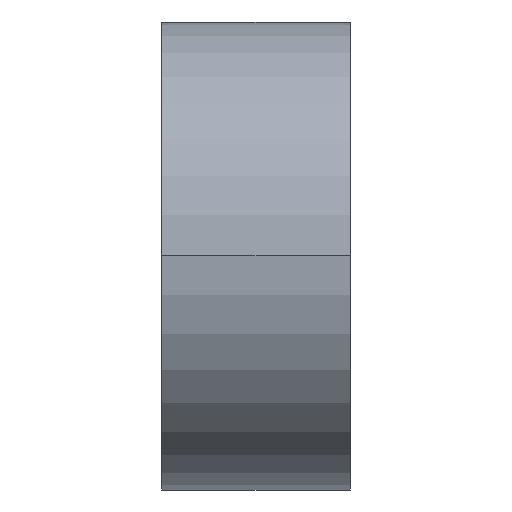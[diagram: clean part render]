
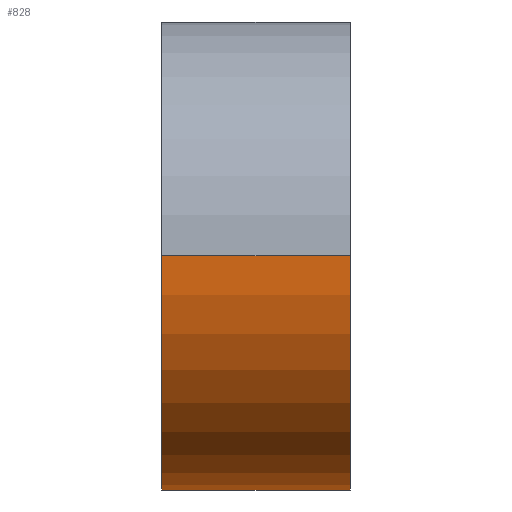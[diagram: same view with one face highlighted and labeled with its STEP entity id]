
A CAD part, top view. The second image highlights one B-rep face of the part: STEP entity #828.
In plain terms, the highlighted cylindrical face has radius 12.255 mm (diameter 24.509 mm), a partial arc.
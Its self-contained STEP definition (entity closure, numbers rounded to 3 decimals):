
#3 = AXIS2_PLACEMENT_3D ( 'NONE', #6, #831, #628 ) ;
#6 = CARTESIAN_POINT ( 'NONE',  ( 9.85, 0., 0. ) ) ;
#21 = CARTESIAN_POINT ( 'NONE',  ( 0., 0., 0. ) ) ;
#31 = LINE ( 'NONE', #99, #627 ) ;
#55 = EDGE_CURVE ( 'NONE', #470, #606, #31, .T. ) ;
#67 = DIRECTION ( 'NONE',  ( 0., 0., -1. ) ) ;
#69 = DIRECTION ( 'NONE',  ( 0., 0., -1. ) ) ;
#72 = DIRECTION ( 'NONE',  ( 1., 0., 0. ) ) ;
#99 = CARTESIAN_POINT ( 'NONE',  ( 9.85, 0., 12.255 ) ) ;
#111 = AXIS2_PLACEMENT_3D ( 'NONE', #21, #384, #67 ) ;
#128 = CYLINDRICAL_SURFACE ( 'NONE', #3, 12.255 ) ;
#145 = EDGE_CURVE ( 'NONE', #190, #821, #157, .T. ) ;
#157 = LINE ( 'NONE', #310, #755 ) ;
#187 = CIRCLE ( 'NONE', #750, 12.255 ) ;
#190 = VERTEX_POINT ( 'NONE', #866 ) ;
#192 = CARTESIAN_POINT ( 'NONE',  ( 9.85, 0., 0. ) ) ;
#205 = CARTESIAN_POINT ( 'NONE',  ( 9.85, 0., 12.255 ) ) ;
#211 = CARTESIAN_POINT ( 'NONE',  ( 0., 0., 12.255 ) ) ;
#299 = DIRECTION ( 'NONE',  ( -1., 0., 0. ) ) ;
#310 = CARTESIAN_POINT ( 'NONE',  ( 9.85, -8.447, -8.878 ) ) ;
#384 = DIRECTION ( 'NONE',  ( 1., 0., 0. ) ) ;
#404 = ORIENTED_EDGE ( 'NONE', *, *, #838, .F. ) ;
#456 = EDGE_LOOP ( 'NONE', ( #404, #751, #687, #652 ) ) ;
#470 = VERTEX_POINT ( 'NONE', #205 ) ;
#523 = EDGE_CURVE ( 'NONE', #606, #821, #843, .T. ) ;
#600 = DIRECTION ( 'NONE',  ( -1., 0., 0. ) ) ;
#606 = VERTEX_POINT ( 'NONE', #211 ) ;
#627 = VECTOR ( 'NONE', #600, 1000. ) ;
#628 = DIRECTION ( 'NONE',  ( 0., 0., 1. ) ) ;
#652 = ORIENTED_EDGE ( 'NONE', *, *, #145, .F. ) ;
#686 = CARTESIAN_POINT ( 'NONE',  ( 0., -8.447, -8.878 ) ) ;
#687 = ORIENTED_EDGE ( 'NONE', *, *, #523, .T. ) ;
#750 = AXIS2_PLACEMENT_3D ( 'NONE', #192, #72, #69 ) ;
#751 = ORIENTED_EDGE ( 'NONE', *, *, #55, .T. ) ;
#755 = VECTOR ( 'NONE', #299, 1000. ) ;
#821 = VERTEX_POINT ( 'NONE', #686 ) ;
#824 = FACE_OUTER_BOUND ( 'NONE', #456, .T. ) ;
#828 = ADVANCED_FACE ( 'NONE', ( #824 ), #128, .T. ) ;
#831 = DIRECTION ( 'NONE',  ( -1., 0., 0. ) ) ;
#838 = EDGE_CURVE ( 'NONE', #470, #190, #187, .T. ) ;
#843 = CIRCLE ( 'NONE', #111, 12.255 ) ;
#866 = CARTESIAN_POINT ( 'NONE',  ( 9.85, -8.447, -8.878 ) ) ;
